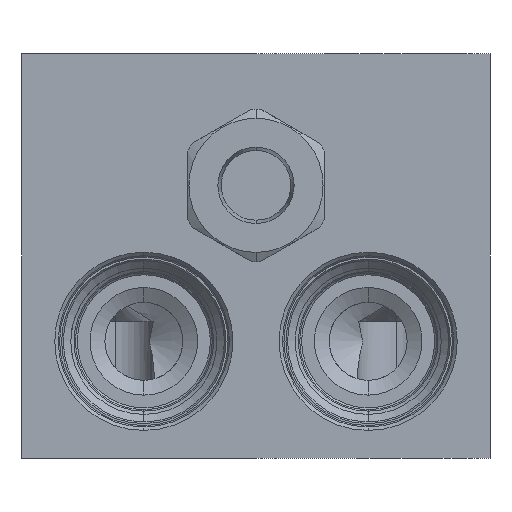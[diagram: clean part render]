
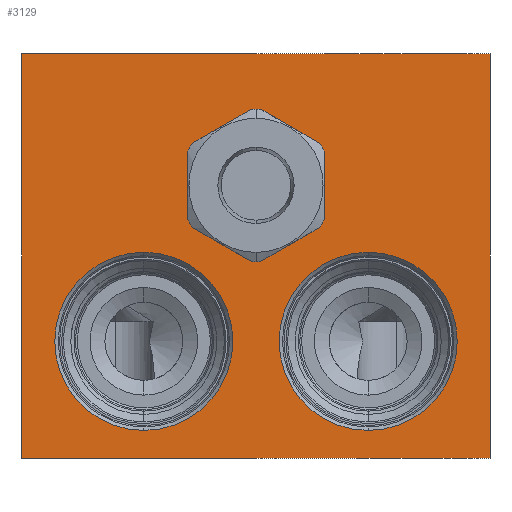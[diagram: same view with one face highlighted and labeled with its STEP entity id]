
A CAD part, front view. The second image highlights one B-rep face of the part: STEP entity #3129.
In plain terms, the highlighted planar face has unit normal (0, -1, 0).
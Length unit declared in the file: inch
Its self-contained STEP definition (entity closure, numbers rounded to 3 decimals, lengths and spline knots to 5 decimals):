
#5=DIRECTION('',(1.,0.,0.));
#6=VECTOR('',#5,3.);
#7=CARTESIAN_POINT('',(0.,-4.,0.));
#8=LINE('',#7,#6);
#85=DIRECTION('',(0.,0.,1.));
#86=VECTOR('',#85,2.594);
#87=CARTESIAN_POINT('',(3.,-4.,0.));
#88=LINE('',#87,#86);
#89=DIRECTION('',(0.,0.,1.));
#90=VECTOR('',#89,2.594);
#91=CARTESIAN_POINT('',(0.,-4.,0.));
#92=LINE('',#91,#90);
#93=CARTESIAN_POINT('',(0.781,-4.,0.75));
#94=DIRECTION('',(0.,1.,0.));
#95=DIRECTION('',(0.,0.,-1.));
#96=AXIS2_PLACEMENT_3D('',#93,#94,#95);
#98=CARTESIAN_POINT('',(0.781,-4.,0.75));
#99=DIRECTION('',(0.,1.,0.));
#100=DIRECTION('',(0.,0.,1.));
#101=AXIS2_PLACEMENT_3D('',#98,#99,#100);
#103=CARTESIAN_POINT('',(2.219,-4.,0.75));
#104=DIRECTION('',(0.,1.,0.));
#105=DIRECTION('',(0.,0.,-1.));
#106=AXIS2_PLACEMENT_3D('',#103,#104,#105);
#108=CARTESIAN_POINT('',(2.219,-4.,0.75));
#109=DIRECTION('',(0.,1.,0.));
#110=DIRECTION('',(0.,0.,1.));
#111=AXIS2_PLACEMENT_3D('',#108,#109,#110);
#113=CARTESIAN_POINT('',(1.5,-4.,1.75));
#114=DIRECTION('',(0.,1.,0.));
#115=DIRECTION('',(0.,0.,-1.));
#116=AXIS2_PLACEMENT_3D('',#113,#114,#115);
#118=CARTESIAN_POINT('',(1.5,-4.,1.75));
#119=DIRECTION('',(0.,1.,0.));
#120=DIRECTION('',(0.,0.,1.));
#121=AXIS2_PLACEMENT_3D('',#118,#119,#120);
#135=DIRECTION('',(1.,0.,0.));
#136=VECTOR('',#135,3.);
#137=CARTESIAN_POINT('',(0.,-4.,2.594));
#138=LINE('',#137,#136);
#2667=CARTESIAN_POINT('',(0.,-4.,0.));
#2669=VERTEX_POINT('',#2667);
#2670=CARTESIAN_POINT('',(3.,-4.,0.));
#2671=VERTEX_POINT('',#2670);
#2675=CARTESIAN_POINT('',(0.,-4.,2.594));
#2677=VERTEX_POINT('',#2675);
#2678=CARTESIAN_POINT('',(3.,-4.,2.594));
#2679=VERTEX_POINT('',#2678);
#2820=CARTESIAN_POINT('',(0.781,-4.,0.179));
#2821=CARTESIAN_POINT('',(0.781,-4.,1.321));
#2822=VERTEX_POINT('',#2820);
#2823=VERTEX_POINT('',#2821);
#2899=CARTESIAN_POINT('',(2.219,-4.,0.179));
#2900=CARTESIAN_POINT('',(2.219,-4.,1.321));
#2901=VERTEX_POINT('',#2899);
#2902=VERTEX_POINT('',#2900);
#2966=CARTESIAN_POINT('',(1.5,-4.,2.1805));
#2967=VERTEX_POINT('',#2966);
#2972=CARTESIAN_POINT('',(1.5,-4.,1.3195));
#2973=VERTEX_POINT('',#2972);
#3099=CARTESIAN_POINT('',(0.,-4.,0.));
#3100=DIRECTION('',(0.,-1.,0.));
#3101=DIRECTION('',(1.,0.,0.));
#3102=AXIS2_PLACEMENT_3D('',#3099,#3100,#3101);
#3103=PLANE('',#3102);
#3104=ORIENTED_EDGE('',*,*,#3011,.F.);
#3105=ORIENTED_EDGE('',*,*,#3066,.T.);
#3107=ORIENTED_EDGE('',*,*,#3106,.T.);
#3108=ORIENTED_EDGE('',*,*,#3091,.F.);
#3109=EDGE_LOOP('',(#3104,#3105,#3107,#3108));
#3110=FACE_OUTER_BOUND('',#3109,.F.);
#3112=ORIENTED_EDGE('',*,*,#3111,.F.);
#3114=ORIENTED_EDGE('',*,*,#3113,.F.);
#3115=EDGE_LOOP('',(#3112,#3114));
#3116=FACE_BOUND('',#3115,.F.);
#3118=ORIENTED_EDGE('',*,*,#3117,.F.);
#3120=ORIENTED_EDGE('',*,*,#3119,.F.);
#3121=EDGE_LOOP('',(#3118,#3120));
#3122=FACE_BOUND('',#3121,.F.);
#3124=ORIENTED_EDGE('',*,*,#3123,.F.);
#3126=ORIENTED_EDGE('',*,*,#3125,.F.);
#3127=EDGE_LOOP('',(#3124,#3126));
#3128=FACE_BOUND('',#3127,.F.);
#3129=ADVANCED_FACE('',(#3110,#3116,#3122,#3128),#3103,.T.);
#97=CIRCLE('',#96,0.571);
#102=CIRCLE('',#101,0.571);
#107=CIRCLE('',#106,0.571);
#112=CIRCLE('',#111,0.571);
#117=CIRCLE('',#116,0.4305);
#122=CIRCLE('',#121,0.4305);
#3011=EDGE_CURVE('',#2669,#2671,#8,.T.);
#3066=EDGE_CURVE('',#2669,#2677,#92,.T.);
#3091=EDGE_CURVE('',#2671,#2679,#88,.T.);
#3106=EDGE_CURVE('',#2677,#2679,#138,.T.);
#3111=EDGE_CURVE('',#2822,#2823,#97,.T.);
#3113=EDGE_CURVE('',#2823,#2822,#102,.T.);
#3117=EDGE_CURVE('',#2901,#2902,#107,.T.);
#3119=EDGE_CURVE('',#2902,#2901,#112,.T.);
#3123=EDGE_CURVE('',#2973,#2967,#117,.T.);
#3125=EDGE_CURVE('',#2967,#2973,#122,.T.);
